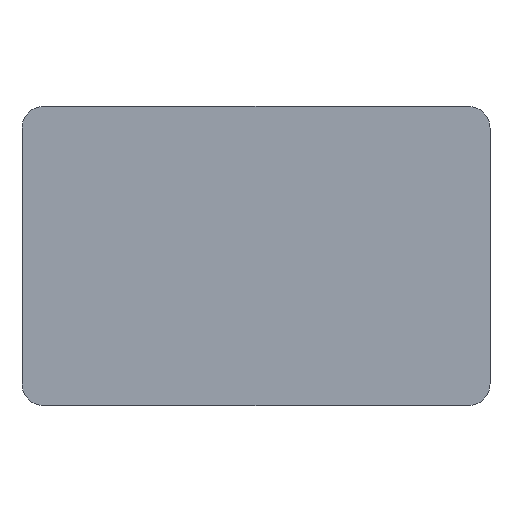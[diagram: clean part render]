
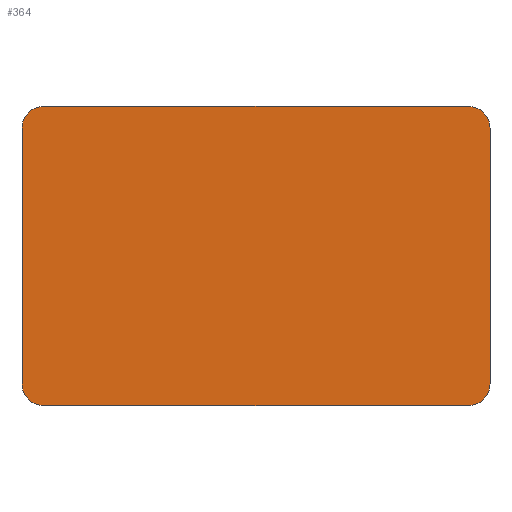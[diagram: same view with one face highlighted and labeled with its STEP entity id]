
A CAD part, front view. The second image highlights one B-rep face of the part: STEP entity #364.
In plain terms, the highlighted planar face has unit normal (0, -1, 0).
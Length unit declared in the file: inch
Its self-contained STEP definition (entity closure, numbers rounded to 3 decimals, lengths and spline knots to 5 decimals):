
#4 = VERTEX_POINT ( 'NONE', #591 ) ;
#7 = ORIENTED_EDGE ( 'NONE', *, *, #103, .F. ) ;
#28 = FACE_OUTER_BOUND ( 'NONE', #765, .T. ) ;
#30 = DIRECTION ( 'NONE',  ( 0., 0., -1. ) ) ;
#48 = ORIENTED_EDGE ( 'NONE', *, *, #755, .F. ) ;
#51 = AXIS2_PLACEMENT_3D ( 'NONE', #158, #357, #107 ) ;
#67 = AXIS2_PLACEMENT_3D ( 'NONE', #764, #125, #500 ) ;
#68 = CARTESIAN_POINT ( 'NONE',  ( 2.4375, 0., 1.71875 ) ) ;
#78 = VERTEX_POINT ( 'NONE', #227 ) ;
#97 = VECTOR ( 'NONE', #671, 39.37008 ) ;
#103 = EDGE_CURVE ( 'NONE', #78, #634, #795, .T. ) ;
#105 = EDGE_CURVE ( 'NONE', #648, #517, #162, .T. ) ;
#106 = LINE ( 'NONE', #675, #654 ) ;
#107 = DIRECTION ( 'NONE',  ( 0., 0., -1. ) ) ;
#112 = VECTOR ( 'NONE', #796, 39.37008 ) ;
#116 = ORIENTED_EDGE ( 'NONE', *, *, #635, .T. ) ;
#121 = ORIENTED_EDGE ( 'NONE', *, *, #105, .T. ) ;
#125 = DIRECTION ( 'NONE',  ( 0., -1., 0. ) ) ;
#158 = CARTESIAN_POINT ( 'NONE',  ( 0., 0., 0. ) ) ;
#162 = CIRCLE ( 'NONE', #446, 0.25 ) ;
#191 = VECTOR ( 'NONE', #525, 39.37008 ) ;
#196 = LINE ( 'NONE', #263, #191 ) ;
#205 = DIRECTION ( 'NONE',  ( 0., -1., 0. ) ) ;
#219 = CARTESIAN_POINT ( 'NONE',  ( 2.6875, 0., 1.71875 ) ) ;
#221 = CARTESIAN_POINT ( 'NONE',  ( 2.4375, 0., 1.46875 ) ) ;
#227 = CARTESIAN_POINT ( 'NONE',  ( -2.4375, 0., 1.71875 ) ) ;
#260 = LINE ( 'NONE', #592, #112 ) ;
#263 = CARTESIAN_POINT ( 'NONE',  ( 2.6875, 0., -1.71875 ) ) ;
#323 = ORIENTED_EDGE ( 'NONE', *, *, #353, .T. ) ;
#326 = CIRCLE ( 'NONE', #691, 0.25 ) ;
#332 = VERTEX_POINT ( 'NONE', #402 ) ;
#351 = DIRECTION ( 'NONE',  ( 0., 0., -1. ) ) ;
#353 = EDGE_CURVE ( 'NONE', #4, #634, #485, .T. ) ;
#357 = DIRECTION ( 'NONE',  ( 0., -1., 0. ) ) ;
#363 = CARTESIAN_POINT ( 'NONE',  ( -2.6875, 0., 1.46875 ) ) ;
#364 = ADVANCED_FACE ( 'NONE', ( #28 ), #417, .T. ) ;
#367 = VERTEX_POINT ( 'NONE', #363 ) ;
#385 = CARTESIAN_POINT ( 'NONE',  ( 2.4375, 0., -1.71875 ) ) ;
#396 = ORIENTED_EDGE ( 'NONE', *, *, #552, .T. ) ;
#402 = CARTESIAN_POINT ( 'NONE',  ( -2.6875, 0., -1.46875 ) ) ;
#417 = PLANE ( 'NONE',  #51 ) ;
#432 = VERTEX_POINT ( 'NONE', #673 ) ;
#446 = AXIS2_PLACEMENT_3D ( 'NONE', #679, #486, #618 ) ;
#460 = ORIENTED_EDGE ( 'NONE', *, *, #603, .F. ) ;
#485 = CIRCLE ( 'NONE', #615, 0.25 ) ;
#486 = DIRECTION ( 'NONE',  ( 0., -1., 0. ) ) ;
#500 = DIRECTION ( 'NONE',  ( 0., 0., -1. ) ) ;
#502 = CARTESIAN_POINT ( 'NONE',  ( 2.6875, 0., -1.46875 ) ) ;
#517 = VERTEX_POINT ( 'NONE', #502 ) ;
#525 = DIRECTION ( 'NONE',  ( -1., 0., 0. ) ) ;
#552 = EDGE_CURVE ( 'NONE', #332, #432, #751, .T. ) ;
#590 = CARTESIAN_POINT ( 'NONE',  ( -2.4375, 0., 1.46875 ) ) ;
#591 = CARTESIAN_POINT ( 'NONE',  ( 2.6875, 0., 1.46875 ) ) ;
#592 = CARTESIAN_POINT ( 'NONE',  ( -2.6875, 0., -1.71875 ) ) ;
#603 = EDGE_CURVE ( 'NONE', #648, #432, #196, .T. ) ;
#615 = AXIS2_PLACEMENT_3D ( 'NONE', #221, #619, #30 ) ;
#618 = DIRECTION ( 'NONE',  ( 0., 0., -1. ) ) ;
#619 = DIRECTION ( 'NONE',  ( 0., -1., 0. ) ) ;
#634 = VERTEX_POINT ( 'NONE', #68 ) ;
#635 = EDGE_CURVE ( 'NONE', #78, #367, #326, .T. ) ;
#639 = ORIENTED_EDGE ( 'NONE', *, *, #809, .F. ) ;
#648 = VERTEX_POINT ( 'NONE', #385 ) ;
#654 = VECTOR ( 'NONE', #351, 39.37008 ) ;
#671 = DIRECTION ( 'NONE',  ( 1., 0., 0. ) ) ;
#673 = CARTESIAN_POINT ( 'NONE',  ( -2.4375, 0., -1.71875 ) ) ;
#675 = CARTESIAN_POINT ( 'NONE',  ( 2.6875, 0., -1.71875 ) ) ;
#679 = CARTESIAN_POINT ( 'NONE',  ( 2.4375, 0., -1.46875 ) ) ;
#691 = AXIS2_PLACEMENT_3D ( 'NONE', #590, #205, #705 ) ;
#705 = DIRECTION ( 'NONE',  ( 0., 0., -1. ) ) ;
#751 = CIRCLE ( 'NONE', #67, 0.25 ) ;
#755 = EDGE_CURVE ( 'NONE', #332, #367, #260, .T. ) ;
#764 = CARTESIAN_POINT ( 'NONE',  ( -2.4375, 0., -1.46875 ) ) ;
#765 = EDGE_LOOP ( 'NONE', ( #460, #121, #639, #323, #7, #116, #48, #396 ) ) ;
#795 = LINE ( 'NONE', #219, #97 ) ;
#796 = DIRECTION ( 'NONE',  ( 0., 0., 1. ) ) ;
#809 = EDGE_CURVE ( 'NONE', #4, #517, #106, .T. ) ;
